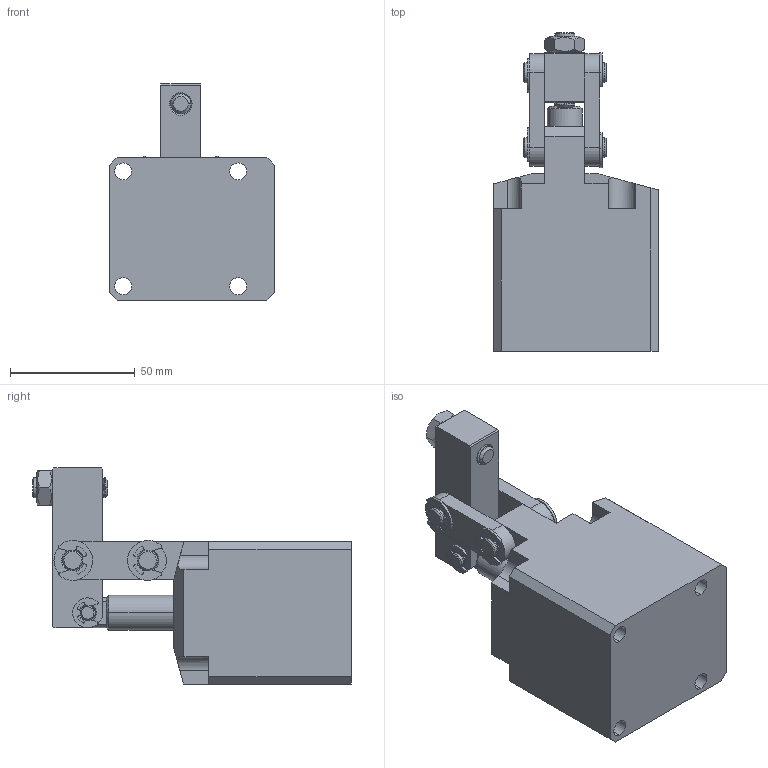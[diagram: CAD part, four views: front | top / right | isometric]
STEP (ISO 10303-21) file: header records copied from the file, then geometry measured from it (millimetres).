
FILE_DESCRIPTION (( 'STEP AP214' ), '1' );
FILE_NAME ('CBLU-35L話裝宒蚐揤詰.STEP', '2019-04-24T11:50:04', ( '' ), ( '' ), 'SwSTEP 2.0', 'SolidWorks 2016', '' );
FILE_SCHEMA (( 'AUTOMOTIVE_DESIGN' ));
Length unit declared in the file: millimetre
Products named in the file (11): CBLU-35L話裝宒蚐揤詰; M8蹟譫2; 蹟佪2_2; e rings gb_GB_CONNECTING_PIECE_RINGS_HR 8_2_1; e rings gb_GB_CONNECTING_PIECE_RINGS_HR 6_2_1; 酗种粣_2_1; 傻种粣_2_1; 35揤旋; ﾁｬｸﾋ_2_1; ｻ鏸鄕ﾋ_2_1_1_1; ｱｾﾌ蕕L_1_1_1_1
Assembly tree (16 placements, depth 2):
  CBLU-35L話裝宒蚐揤詰
    ｱｾﾌ蕕L_1_1_1_1
    ｻ鏸鄕ﾋ_2_1_1_1
    ﾁｬｸﾋ_2_1  x2
    35揤旋
    傻种粣_2_1
    酗种粣_2_1  x2
    e rings gb_GB_CONNECTING_PIECE_RINGS_HR 6_2_1  x2
    e rings gb_GB_CONNECTING_PIECE_RINGS_HR 8_2_1  x4
    蹟佪2_2
    M8蹟譫2
Bounding box: 66 x 127.5 x 86.5 mm (x, y, z)
Volume: 256066.4 mm3; surface area: 59564.7 mm2
Topology: 16 solids, 16 shells, 450 faces, 1153 edges, 752 vertices
Faces by surface type: cylinder 226, plane 148, cone 68, bspline 8
Entity records: 12599 total; most frequent: CARTESIAN_POINT 4502, DIRECTION 1623, ORIENTED_EDGE 1612, EDGE_CURVE 806, AXIS2_PLACEMENT_3D 617, VERTEX_POINT 524, VECTOR 389, LINE 389
